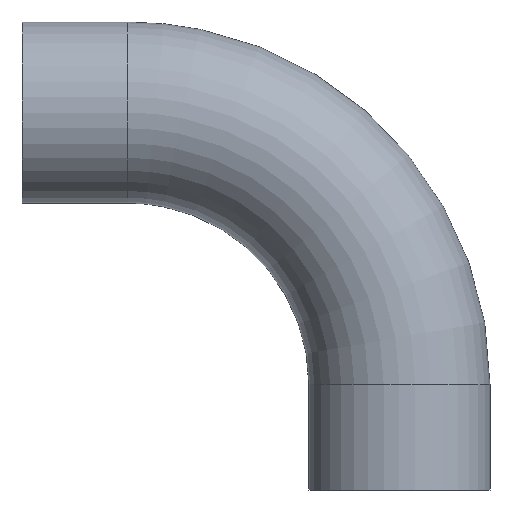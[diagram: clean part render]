
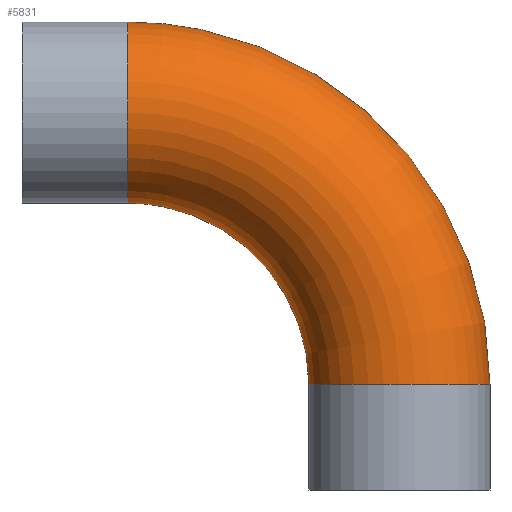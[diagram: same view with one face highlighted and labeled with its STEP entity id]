
A CAD part, front view. The second image highlights one B-rep face of the part: STEP entity #5831.
In plain terms, the highlighted toroidal (fillet/blend) face has major radius 114.3 mm and minor radius 38.1 mm.
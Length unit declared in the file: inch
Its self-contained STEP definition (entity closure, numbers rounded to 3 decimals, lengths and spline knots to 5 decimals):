
#14=TOROIDAL_SURFACE('',#6099,4.5,1.5);
#63=FACE_BOUND('',#1029,.T.);
#672=FACE_OUTER_BOUND('',#1028,.T.);
#1028=EDGE_LOOP('',(#5457));
#1029=EDGE_LOOP('',(#5458));
#1900=CIRCLE('',#6080,1.5);
#1907=CIRCLE('',#6096,1.5);
#2844=VERTEX_POINT('',#13360);
#2851=VERTEX_POINT('',#13383);
#3713=EDGE_CURVE('',#2844,#2844,#1900,.T.);
#3720=EDGE_CURVE('',#2851,#2851,#1907,.T.);
#5457=ORIENTED_EDGE('',*,*,#3720,.T.);
#5458=ORIENTED_EDGE('',*,*,#3713,.F.);
#5831=ADVANCED_FACE('',(#672,#63),#14,.T.);
#6080=AXIS2_PLACEMENT_3D('',#13361,#6975,#6976);
#6096=AXIS2_PLACEMENT_3D('',#13384,#7007,#7008);
#6099=AXIS2_PLACEMENT_3D('',#13387,#7013,#7014);
#6975=DIRECTION('center_axis',(0.,0.,-1.));
#6976=DIRECTION('ref_axis',(-1.,0.,0.));
#7007=DIRECTION('center_axis',(1.,0.,0.));
#7008=DIRECTION('ref_axis',(0.,0.,
-1.));
#7013=DIRECTION('center_axis',(0.,-1.,0.));
#7014=DIRECTION('ref_axis',(0.,0.,-1.));
#13360=CARTESIAN_POINT('',(1.5,0.,0.));
#13361=CARTESIAN_POINT('Origin',(0.,0.,0.));
#13383=CARTESIAN_POINT('',(-4.5,0.,6.));
#13384=CARTESIAN_POINT('Origin',(-4.5,0.,4.5));
#13387=CARTESIAN_POINT('Origin',(-4.5,0.,0.));
